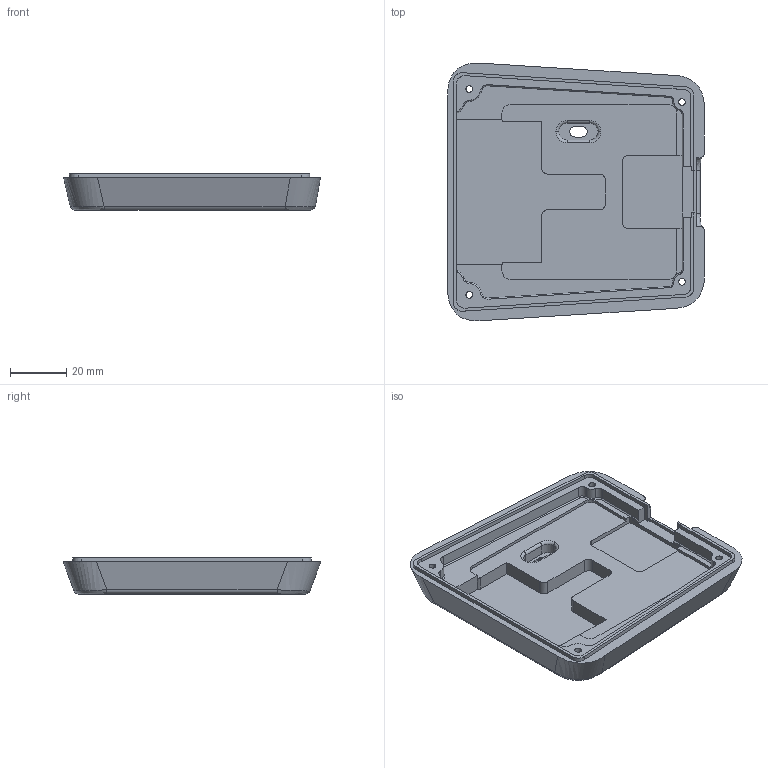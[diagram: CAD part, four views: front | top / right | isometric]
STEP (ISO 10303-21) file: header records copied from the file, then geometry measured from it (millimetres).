
FILE_DESCRIPTION(('HOOPS Exchange Step'),'2;1');
FILE_NAME('temp_export','2025-08-10T12:49:07-07:00',('michael'),('Shapr3D Limited'),'HOOPS Exchange 2024.8','Shapr3D','Authorized');
FILE_SCHEMA( ('AP242_MANAGED_MODEL_BASED_3D_ENGINEERING_MIM_LF {1 0 10303 442 1 1 4}') );
Length unit declared in the file: millimetre
Products named in the file (2): bottom-short-303048-battery.step; root
Assembly tree (1 placements, depth 2):
  root
    bottom-short-303048-battery.step
Bounding box: 91.56 x 91.87 x 13 mm (x, y, z)
Volume: 43139.2 mm3; surface area: 22632 mm2
Topology: 1 solids, 1 shells, 187 faces, 505 edges, 319 vertices
Faces by surface type: plane 78, bspline 75, cylinder 26, torus 4, cone 4
Entity records: 10867 total; most frequent: CARTESIAN_POINT 6560, ORIENTED_EDGE 1010, DIRECTION 703, EDGE_CURVE 505, VERTEX_POINT 319, VECTOR 293, LINE 293, AXIS2_PLACEMENT_3D 205
